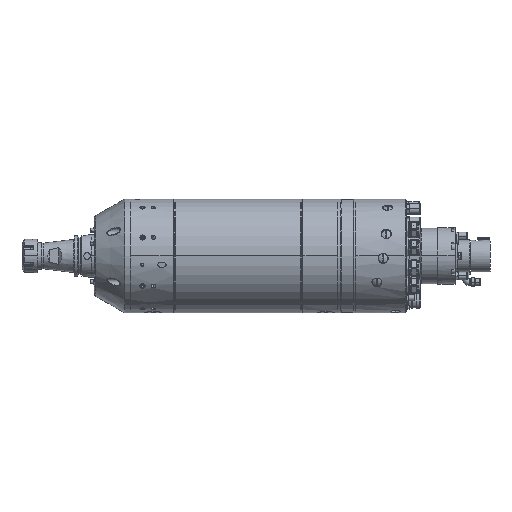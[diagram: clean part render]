
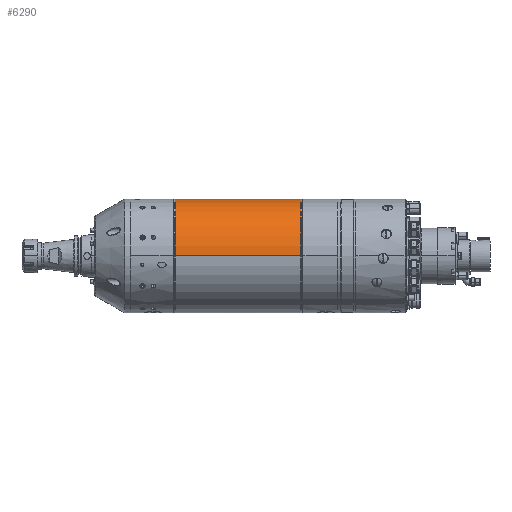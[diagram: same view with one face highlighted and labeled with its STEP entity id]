
A CAD part, top view. The second image highlights one B-rep face of the part: STEP entity #6290.
In plain terms, the highlighted cylindrical face has radius 85 mm (diameter 170 mm), a partial arc.
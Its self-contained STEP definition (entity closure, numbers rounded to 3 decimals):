
#3439 = CARTESIAN_POINT ( 'NONE',  ( 124.8, 0., 85. ) ) ;
#3443 = CARTESIAN_POINT ( 'NONE',  ( 124.8, 0., -85. ) ) ;
#3448 = CARTESIAN_POINT ( 'NONE',  ( 312.8, 0., 85. ) ) ;
#3449 = CARTESIAN_POINT ( 'NONE',  ( 312.8, 0., -85. ) ) ;
#6290 = ADVANCED_FACE ( 'NONE', ( #37148 ), #37156, .T. ) ;
#9939 = DIRECTION ( 'NONE',  ( 0., 0., -1. ) ) ;
#9943 = DIRECTION ( 'NONE',  ( 1., 0., 0. ) ) ;
#9944 = CARTESIAN_POINT ( 'NONE',  ( 368., 0., 0. ) ) ;
#10427 = ORIENTED_EDGE ( 'NONE', *, *, #16330, .F. ) ;
#10441 = ORIENTED_EDGE ( 'NONE', *, *, #16332, .T. ) ;
#10443 = ORIENTED_EDGE ( 'NONE', *, *, #16331, .T. ) ;
#10449 = ORIENTED_EDGE ( 'NONE', *, *, #16333, .F. ) ;
#16330 = EDGE_CURVE ( 'NONE', #20162, #20166, #40185, .T. ) ;
#16331 = EDGE_CURVE ( 'NONE', #20162, #20171, #40179, .T. ) ;
#16332 = EDGE_CURVE ( 'NONE', #20171, #20172, #40186, .T. ) ;
#16333 = EDGE_CURVE ( 'NONE', #20166, #20172, #40189, .T. ) ;
#19242 = AXIS2_PLACEMENT_3D ( 'NONE', #9944, #9943, #9939 ) ;
#20162 = VERTEX_POINT ( 'NONE', #3439 ) ;
#20166 = VERTEX_POINT ( 'NONE', #3443 ) ;
#20171 = VERTEX_POINT ( 'NONE', #3448 ) ;
#20172 = VERTEX_POINT ( 'NONE', #3449 ) ;
#31976 = EDGE_LOOP ( 'NONE', ( #10427, #10443, #10441, #10449 ) ) ;
#37148 = FACE_OUTER_BOUND ( 'NONE', #31976, .T. ) ;
#37156 = CYLINDRICAL_SURFACE ( 'NONE', #19242, 85. ) ;
#39818 = DIRECTION ( 'NONE',  ( 1., 0., 0. ) ) ;
#39820 = DIRECTION ( 'NONE',  ( 1., 0., 0. ) ) ;
#39821 = CARTESIAN_POINT ( 'NONE',  ( 368., 0., 85. ) ) ;
#39822 = CARTESIAN_POINT ( 'NONE',  ( 124.8, 0., 0. ) ) ;
#39823 = DIRECTION ( 'NONE',  ( -1., 0., 0. ) ) ;
#39824 = DIRECTION ( 'NONE',  ( 0., 0., 1. ) ) ;
#39825 = CARTESIAN_POINT ( 'NONE',  ( 368., 0., -85. ) ) ;
#39826 = CARTESIAN_POINT ( 'NONE',  ( 312.8, 0., 0. ) ) ;
#39827 = DIRECTION ( 'NONE',  ( -1., 0., 0. ) ) ;
#39828 = DIRECTION ( 'NONE',  ( 0., 0., 1. ) ) ;
#40179 = LINE ( 'NONE', #39821, #40188 ) ;
#40185 = CIRCLE ( 'NONE', #54679, 85. ) ;
#40186 = CIRCLE ( 'NONE', #54680, 85. ) ;
#40188 = VECTOR ( 'NONE', #39818, 1000. ) ;
#40189 = LINE ( 'NONE', #39825, #40191 ) ;
#40191 = VECTOR ( 'NONE', #39820, 1000. ) ;
#54679 = AXIS2_PLACEMENT_3D ( 'NONE', #39822, #39823, #39824 ) ;
#54680 = AXIS2_PLACEMENT_3D ( 'NONE', #39826, #39827, #39828 ) ;
